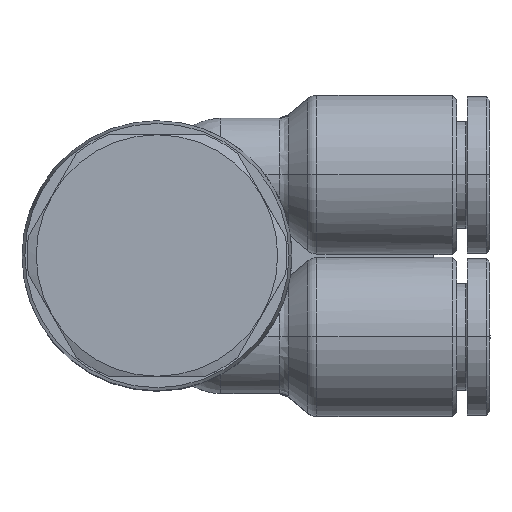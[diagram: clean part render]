
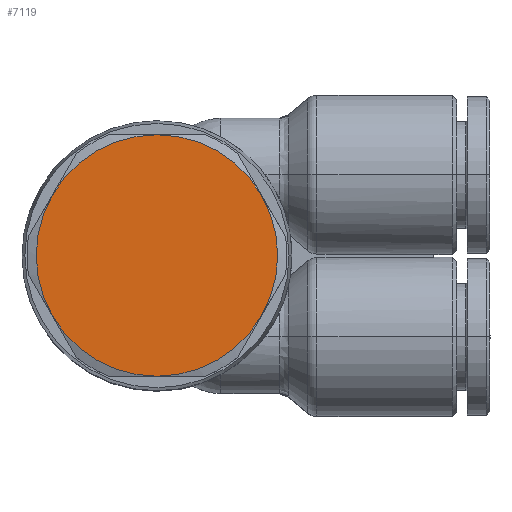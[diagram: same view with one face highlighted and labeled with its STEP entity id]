
A CAD part, top view. The second image highlights one B-rep face of the part: STEP entity #7119.
In plain terms, the highlighted planar face has unit normal (0, 0, 1).
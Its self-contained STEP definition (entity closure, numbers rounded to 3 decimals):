
#6489=CARTESIAN_POINT('',(0.5,-2.8,12.0));
#6490=VERTEX_POINT('',#6489);
#6513=CARTESIAN_POINT('',(7.861,1.45,12.0));
#6514=VERTEX_POINT('',#6513);
#6528=CARTESIAN_POINT('',(0.5,5.7,12.0));
#6529=DIRECTION('',(0.0,0.0,1.0));
#6530=DIRECTION('',(0.0,1.0,0.0));
#6531=AXIS2_PLACEMENT_3D('',#6528,#6529,#6530);
#6532=CIRCLE('',#6531,8.5);
#6533=EDGE_CURVE('',#6490,#6514,#6532,.T.);
#6543=CARTESIAN_POINT('',(7.861,9.95,12.0));
#6544=VERTEX_POINT('',#6543);
#6560=CARTESIAN_POINT('',(0.5,5.7,12.0));
#6561=DIRECTION('',(0.0,0.0,1.0));
#6562=DIRECTION('',(0.0,1.0,0.0));
#6563=AXIS2_PLACEMENT_3D('',#6560,#6561,#6562);
#6564=CIRCLE('',#6563,8.5);
#6565=EDGE_CURVE('',#6514,#6544,#6564,.T.);
#6599=CARTESIAN_POINT('',(-6.861,1.45,12.0));
#6600=VERTEX_POINT('',#6599);
#6636=CARTESIAN_POINT('',(0.5,5.7,12.0));
#6637=DIRECTION('',(0.0,0.0,1.0));
#6638=DIRECTION('',(0.0,1.0,0.0));
#6639=AXIS2_PLACEMENT_3D('',#6636,#6637,#6638);
#6640=CIRCLE('',#6639,8.5);
#6641=EDGE_CURVE('',#6600,#6490,#6640,.T.);
#6653=CARTESIAN_POINT('',(-6.861,9.95,12.0));
#6654=VERTEX_POINT('',#6653);
#6690=CARTESIAN_POINT('',(0.5,5.7,12.0));
#6691=DIRECTION('',(0.0,0.0,1.0));
#6692=DIRECTION('',(0.0,1.0,0.0));
#6693=AXIS2_PLACEMENT_3D('',#6690,#6691,#6692);
#6694=CIRCLE('',#6693,8.5);
#6695=EDGE_CURVE('',#6654,#6600,#6694,.T.);
#6705=CARTESIAN_POINT('',(0.5,14.2,12.0));
#6706=VERTEX_POINT('',#6705);
#6722=CARTESIAN_POINT('',(0.5,5.7,12.0));
#6723=DIRECTION('',(0.0,0.0,1.0));
#6724=DIRECTION('',(0.0,1.0,0.0));
#6725=AXIS2_PLACEMENT_3D('',#6722,#6723,#6724);
#6726=CIRCLE('',#6725,8.5);
#6727=EDGE_CURVE('',#6544,#6706,#6726,.T.);
#6796=CARTESIAN_POINT('',(0.5,5.7,12.0));
#6797=DIRECTION('',(0.0,0.0,1.0));
#6798=DIRECTION('',(0.0,1.0,0.0));
#6799=AXIS2_PLACEMENT_3D('',#6796,#6797,#6798);
#6800=CIRCLE('',#6799,8.5);
#6801=EDGE_CURVE('',#6706,#6654,#6800,.T.);
#7106=CARTESIAN_POINT('',(0.5,5.7,12.0));
#7107=DIRECTION('',(0.0,0.0,-1.0));
#7108=DIRECTION('',(0.0,-1.0,0.0));
#7109=AXIS2_PLACEMENT_3D('',#7106,#7107,#7108);
#7110=PLANE('',#7109);
#7111=ORIENTED_EDGE('',*,*,#6565,.T.);
#7112=ORIENTED_EDGE('',*,*,#6727,.T.);
#7113=ORIENTED_EDGE('',*,*,#6801,.T.);
#7114=ORIENTED_EDGE('',*,*,#6695,.T.);
#7115=ORIENTED_EDGE('',*,*,#6641,.T.);
#7116=ORIENTED_EDGE('',*,*,#6533,.T.);
#7117=EDGE_LOOP('',(#7111,#7112,#7113,#7114,#7115,#7116));
#7118=FACE_OUTER_BOUND('',#7117,.T.);
#7119=ADVANCED_FACE('',(#7118),#7110,.F.);
